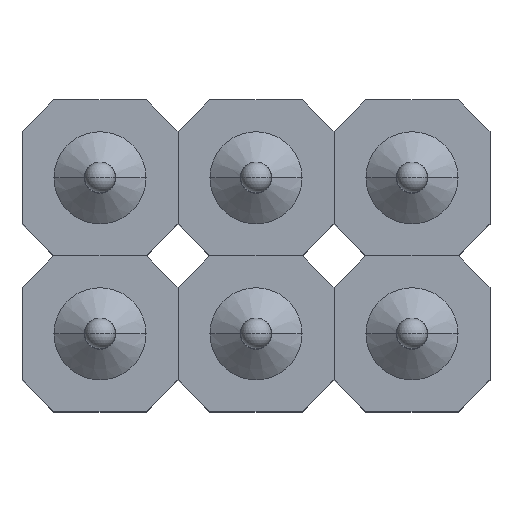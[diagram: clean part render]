
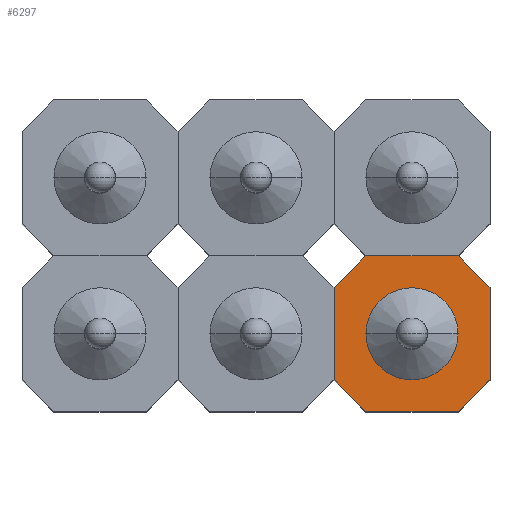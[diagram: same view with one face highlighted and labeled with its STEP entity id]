
A CAD part, top view. The second image highlights one B-rep face of the part: STEP entity #6297.
In plain terms, the highlighted planar face has unit normal (0, 0, 1).
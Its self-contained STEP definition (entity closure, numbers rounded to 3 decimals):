
#124 = CARTESIAN_POINT ( 'NONE',  ( 0.75, -3.81, 0. ) ) ;
#158 = VECTOR ( 'NONE', #3861, 1000. ) ;
#258 = VECTOR ( 'NONE', #1636, 1000. ) ;
#269 = LINE ( 'NONE', #1660, #5531 ) ;
#329 = CARTESIAN_POINT ( 'NONE',  ( 1.27, -1.79, 0. ) ) ;
#334 = LINE ( 'NONE', #6455, #5201 ) ;
#349 = EDGE_CURVE ( 'NONE', #6022, #2082, #4473, .T. ) ;
#390 = EDGE_CURVE ( 'NONE', #5286, #5199, #4269, .T. ) ;
#516 = CARTESIAN_POINT ( 'NONE',  ( -0.75, -1.27, 0. ) ) ;
#517 = CARTESIAN_POINT ( 'NONE',  ( 0.75, -1.27, 0. ) ) ;
#566 = PLANE ( 'NONE',  #4129 ) ;
#630 = VERTEX_POINT ( 'NONE', #516 ) ;
#664 = ORIENTED_EDGE ( 'NONE', *, *, #4670, .T. ) ;
#718 = VERTEX_POINT ( 'NONE', #3139 ) ;
#773 = EDGE_CURVE ( 'NONE', #5199, #5286, #1456, .T. ) ;
#961 = VECTOR ( 'NONE', #2132, 1000. ) ;
#1201 = LINE ( 'NONE', #329, #3579 ) ;
#1456 = CIRCLE ( 'NONE', #2304, 0.75 ) ;
#1579 = CARTESIAN_POINT ( 'NONE',  ( -1.27, -3.29, 0. ) ) ;
#1605 = DIRECTION ( 'NONE',  ( 1., 0., 0. ) ) ;
#1636 = DIRECTION ( 'NONE',  ( -1., 0., 0. ) ) ;
#1650 = EDGE_LOOP ( 'NONE', ( #5421, #3098 ) ) ;
#1660 = CARTESIAN_POINT ( 'NONE',  ( -0.75, -1.27, 0. ) ) ;
#1667 = CARTESIAN_POINT ( 'NONE',  ( 0.75, -1.27, 0. ) ) ;
#1701 = ORIENTED_EDGE ( 'NONE', *, *, #5777, .T. ) ;
#1750 = EDGE_CURVE ( 'NONE', #630, #718, #269, .T. ) ;
#1770 = CARTESIAN_POINT ( 'NONE',  ( -0.75, -2.54, 0. ) ) ;
#1789 = VECTOR ( 'NONE', #2155, 1000. ) ;
#1843 = CARTESIAN_POINT ( 'NONE',  ( 0.75, -2.54, 0. ) ) ;
#1943 = VERTEX_POINT ( 'NONE', #1579 ) ;
#1964 = EDGE_CURVE ( 'NONE', #3899, #2312, #4232, .T. ) ;
#2082 = VERTEX_POINT ( 'NONE', #5064 ) ;
#2132 = DIRECTION ( 'NONE',  ( 0.707, 0.707, 0. ) ) ;
#2155 = DIRECTION ( 'NONE',  ( 1., 0., 0. ) ) ;
#2194 = DIRECTION ( 'NONE',  ( 1., 0., 0. ) ) ;
#2304 = AXIS2_PLACEMENT_3D ( 'NONE', #4205, #6110, #2194 ) ;
#2312 = VERTEX_POINT ( 'NONE', #2683 ) ;
#2561 = FACE_BOUND ( 'NONE', #1650, .T. ) ;
#2625 = CARTESIAN_POINT ( 'NONE',  ( 1.27, -3.29, 0. ) ) ;
#2683 = CARTESIAN_POINT ( 'NONE',  ( 0.75, -3.81, 0. ) ) ;
#2888 = CARTESIAN_POINT ( 'NONE',  ( 0., -2.54, 0. ) ) ;
#3020 = CARTESIAN_POINT ( 'NONE',  ( 0., -2.54, 0. ) ) ;
#3098 = ORIENTED_EDGE ( 'NONE', *, *, #390, .T. ) ;
#3117 = LINE ( 'NONE', #124, #961 ) ;
#3139 = CARTESIAN_POINT ( 'NONE',  ( -1.27, -1.79, 0. ) ) ;
#3203 = CARTESIAN_POINT ( 'NONE',  ( -0.75, -3.81, 0. ) ) ;
#3208 = DIRECTION ( 'NONE',  ( -0.707, 0.707, 0. ) ) ;
#3315 = CARTESIAN_POINT ( 'NONE',  ( -1.27, -3.29, 0. ) ) ;
#3579 = VECTOR ( 'NONE', #3208, 1000. ) ;
#3647 = EDGE_LOOP ( 'NONE', ( #4450, #1701, #4926, #5233, #5837, #4164, #3743, #664 ) ) ;
#3650 = EDGE_CURVE ( 'NONE', #1943, #3899, #6428, .T. ) ;
#3743 = ORIENTED_EDGE ( 'NONE', *, *, #4922, .T. ) ;
#3861 = DIRECTION ( 'NONE',  ( 0., 1., 0. ) ) ;
#3899 = VERTEX_POINT ( 'NONE', #6254 ) ;
#3944 = AXIS2_PLACEMENT_3D ( 'NONE', #2888, #6470, #5961 ) ;
#4129 = AXIS2_PLACEMENT_3D ( 'NONE', #3020, #6123, #1605 ) ;
#4164 = ORIENTED_EDGE ( 'NONE', *, *, #349, .T. ) ;
#4205 = CARTESIAN_POINT ( 'NONE',  ( 0., -2.54, 0. ) ) ;
#4232 = LINE ( 'NONE', #3203, #1789 ) ;
#4269 = CIRCLE ( 'NONE', #3944, 0.75 ) ;
#4344 = VECTOR ( 'NONE', #4966, 1000. ) ;
#4450 = ORIENTED_EDGE ( 'NONE', *, *, #1750, .T. ) ;
#4473 = LINE ( 'NONE', #6376, #158 ) ;
#4480 = EDGE_CURVE ( 'NONE', #2312, #6022, #3117, .T. ) ;
#4631 = LINE ( 'NONE', #1667, #258 ) ;
#4670 = EDGE_CURVE ( 'NONE', #5599, #630, #4631, .T. ) ;
#4892 = DIRECTION ( 'NONE',  ( 0., -1., 0. ) ) ;
#4922 = EDGE_CURVE ( 'NONE', #2082, #5599, #1201, .T. ) ;
#4926 = ORIENTED_EDGE ( 'NONE', *, *, #3650, .T. ) ;
#4966 = DIRECTION ( 'NONE',  ( 0.707, -0.707, 0. ) ) ;
#5064 = CARTESIAN_POINT ( 'NONE',  ( 1.27, -1.79, 0. ) ) ;
#5121 = FACE_OUTER_BOUND ( 'NONE', #3647, .T. ) ;
#5199 = VERTEX_POINT ( 'NONE', #1843 ) ;
#5201 = VECTOR ( 'NONE', #4892, 1000. ) ;
#5233 = ORIENTED_EDGE ( 'NONE', *, *, #1964, .T. ) ;
#5286 = VERTEX_POINT ( 'NONE', #1770 ) ;
#5291 = DIRECTION ( 'NONE',  ( -0.707, -0.707, 0. ) ) ;
#5421 = ORIENTED_EDGE ( 'NONE', *, *, #773, .T. ) ;
#5531 = VECTOR ( 'NONE', #5291, 1000. ) ;
#5599 = VERTEX_POINT ( 'NONE', #517 ) ;
#5777 = EDGE_CURVE ( 'NONE', #718, #1943, #334, .T. ) ;
#5837 = ORIENTED_EDGE ( 'NONE', *, *, #4480, .T. ) ;
#5961 = DIRECTION ( 'NONE',  ( 1., 0., 0. ) ) ;
#6022 = VERTEX_POINT ( 'NONE', #2625 ) ;
#6110 = DIRECTION ( 'NONE',  ( 0., 0., -1. ) ) ;
#6123 = DIRECTION ( 'NONE',  ( 0., 0., 1. ) ) ;
#6254 = CARTESIAN_POINT ( 'NONE',  ( -0.75, -3.81, 0. ) ) ;
#6297 = ADVANCED_FACE ( 'NONE', ( #2561, #5121 ), #566, .T. ) ;
#6376 = CARTESIAN_POINT ( 'NONE',  ( 1.27, -3.29, 0. ) ) ;
#6428 = LINE ( 'NONE', #3315, #4344 ) ;
#6455 = CARTESIAN_POINT ( 'NONE',  ( -1.27, -1.79, 0. ) ) ;
#6470 = DIRECTION ( 'NONE',  ( 0., 0., -1. ) ) ;
